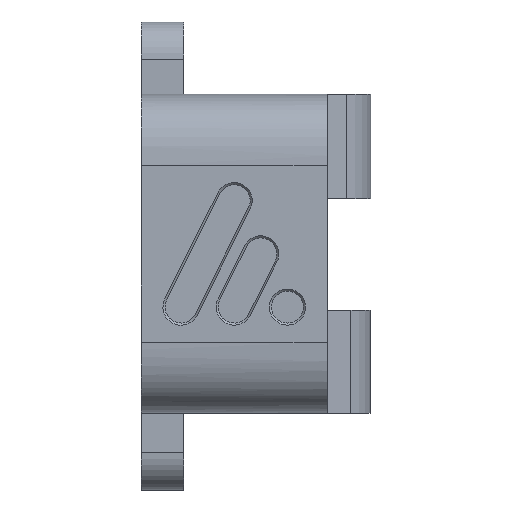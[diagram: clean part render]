
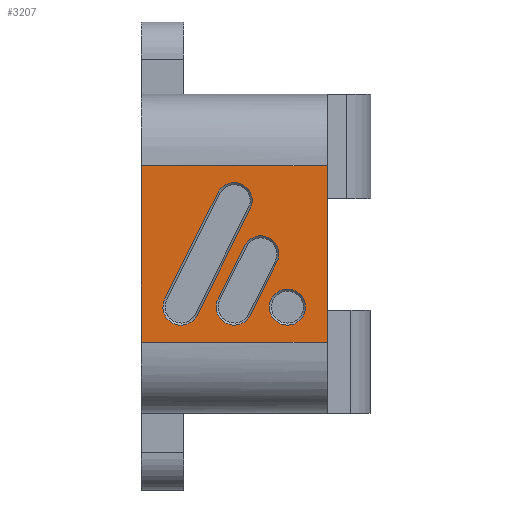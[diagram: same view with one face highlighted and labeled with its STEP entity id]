
A CAD part, left-side view. The second image highlights one B-rep face of the part: STEP entity #3207.
In plain terms, the highlighted planar face has unit normal (-1, 0, 0).
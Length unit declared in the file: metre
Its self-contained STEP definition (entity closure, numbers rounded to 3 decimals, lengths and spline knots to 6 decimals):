
#233=LINE('',#4924,#494);
#234=LINE('',#4928,#495);
#235=LINE('',#4931,#496);
#236=LINE('',#4934,#497);
#237=LINE('',#4936,#498);
#238=LINE('',#4938,#499);
#239=LINE('',#4942,#500);
#240=LINE('',#4946,#501);
#494=VECTOR('',#3905,1.);
#495=VECTOR('',#3908,1.);
#496=VECTOR('',#3911,1.);
#497=VECTOR('',#3912,1.);
#498=VECTOR('',#3913,1.);
#499=VECTOR('',#3914,1.);
#500=VECTOR('',#3917,1.);
#501=VECTOR('',#3920,1.);
#705=PLANE('',#3444);
#926=ORIENTED_EDGE('',*,*,#1863,.F.);
#927=ORIENTED_EDGE('',*,*,#1864,.F.);
#928=ORIENTED_EDGE('',*,*,#1865,.F.);
#929=ORIENTED_EDGE('',*,*,#1866,.T.);
#930=ORIENTED_EDGE('',*,*,#1867,.F.);
#931=ORIENTED_EDGE('',*,*,#1868,.T.);
#932=ORIENTED_EDGE('',*,*,#1869,.F.);
#933=ORIENTED_EDGE('',*,*,#1870,.T.);
#934=ORIENTED_EDGE('',*,*,#1871,.T.);
#935=ORIENTED_EDGE('',*,*,#1872,.F.);
#936=ORIENTED_EDGE('',*,*,#1873,.T.);
#937=ORIENTED_EDGE('',*,*,#1874,.F.);
#938=ORIENTED_EDGE('',*,*,#1875,.T.);
#1863=EDGE_CURVE('',#2331,#2332,#2581,.T.);
#1864=EDGE_CURVE('',#2333,#2331,#233,.T.);
#1865=EDGE_CURVE('',#2334,#2333,#2582,.T.);
#1866=EDGE_CURVE('',#2334,#2332,#234,.T.);
#1867=EDGE_CURVE('',#2335,#2335,#2583,.T.);
#1868=EDGE_CURVE('',#2336,#2337,#235,.T.);
#1869=EDGE_CURVE('',#2338,#2337,#236,.T.);
#1870=EDGE_CURVE('',#2338,#2339,#237,.T.);
#1871=EDGE_CURVE('',#2339,#2336,#238,.T.);
#1872=EDGE_CURVE('',#2340,#2341,#2584,.T.);
#1873=EDGE_CURVE('',#2340,#2342,#239,.T.);
#1874=EDGE_CURVE('',#2343,#2342,#2585,.T.);
#1875=EDGE_CURVE('',#2343,#2341,#240,.T.);
#2331=VERTEX_POINT('',#4922);
#2332=VERTEX_POINT('',#4923);
#2333=VERTEX_POINT('',#4925);
#2334=VERTEX_POINT('',#4927);
#2335=VERTEX_POINT('',#4930);
#2336=VERTEX_POINT('',#4932);
#2337=VERTEX_POINT('',#4933);
#2338=VERTEX_POINT('',#4935);
#2339=VERTEX_POINT('',#4937);
#2340=VERTEX_POINT('',#4940);
#2341=VERTEX_POINT('',#4941);
#2342=VERTEX_POINT('',#4943);
#2343=VERTEX_POINT('',#4945);
#2581=CIRCLE('',#3445,0.0017);
#2582=CIRCLE('',#3446,0.0017);
#2583=CIRCLE('',#3447,0.0017);
#2584=CIRCLE('',#3448,0.0017);
#2585=CIRCLE('',#3449,0.0017);
#2713=EDGE_LOOP('',(#926,#927,#928,#929));
#2714=EDGE_LOOP('',(#930));
#2715=EDGE_LOOP('',(#931,#932,#933,#934));
#2716=EDGE_LOOP('',(#935,#936,#937,#938));
#2956=FACE_BOUND('',#2713,.T.);
#2957=FACE_BOUND('',#2714,.T.);
#2958=FACE_BOUND('',#2715,.T.);
#2959=FACE_BOUND('',#2716,.T.);
#3207=ADVANCED_FACE('',(#2956,#2957,#2958,#2959),#705,.T.);
#3444=AXIS2_PLACEMENT_3D('',#4920,#3901,#3902);
#3445=AXIS2_PLACEMENT_3D('',#4921,#3903,#3904);
#3446=AXIS2_PLACEMENT_3D('',#4926,#3906,#3907);
#3447=AXIS2_PLACEMENT_3D('',#4929,#3909,#3910);
#3448=AXIS2_PLACEMENT_3D('',#4939,#3915,#3916);
#3449=AXIS2_PLACEMENT_3D('',#4944,#3918,#3919);
#3901=DIRECTION('',(-1.,0.,0.));
#3902=DIRECTION('',(0.,0.,1.));
#3903=DIRECTION('',(-1.,0.,0.));
#3904=DIRECTION('',(0.,-1.,0.));
#3905=DIRECTION('',(0.,0.447,-0.894));
#3906=DIRECTION('',(-1.,0.,0.));
#3907=DIRECTION('',(0.,-1.,0.));
#3908=DIRECTION('',(0.,0.447,-0.894));
#3909=DIRECTION('',(-1.,0.,0.));
#3910=DIRECTION('',(0.,0.,1.));
#3911=DIRECTION('',(0.,1.,0.));
#3912=DIRECTION('',(0.,0.,1.));
#3913=DIRECTION('',(0.,-1.,0.));
#3914=DIRECTION('',(0.,0.,1.));
#3915=DIRECTION('',(-1.,0.,0.));
#3916=DIRECTION('',(0.,0.,1.));
#3917=DIRECTION('',(0.,-0.447,0.894));
#3918=DIRECTION('',(-1.,0.,0.));
#3919=DIRECTION('',(0.,0.,1.));
#3920=DIRECTION('',(0.,0.447,-0.894));
#4920=CARTESIAN_POINT('',(0.016401,0.213833,0.125086));
#4921=CARTESIAN_POINT('',(0.016401,0.213833,0.107376));
#4922=CARTESIAN_POINT('',(0.016401,0.215353,0.108136));
#4923=CARTESIAN_POINT('',(0.016401,0.212312,0.106616));
#4924=CARTESIAN_POINT('',(0.016401,0.213353,0.112136));
#4925=CARTESIAN_POINT('',(0.016401,0.212853,0.113136));
#4926=CARTESIAN_POINT('',(0.016401,0.211333,0.112376));
#4927=CARTESIAN_POINT('',(0.016401,0.209812,0.111616));
#4928=CARTESIAN_POINT('',(0.016401,0.205228,0.120784));
#4929=CARTESIAN_POINT('',(0.016401,0.208833,0.107376));
#4930=CARTESIAN_POINT('',(0.016401,0.208833,0.109076));
#4931=CARTESIAN_POINT('',(0.016401,0.205095,0.120676));
#4932=CARTESIAN_POINT('',(0.016401,0.205095,0.120676));
#4933=CARTESIAN_POINT('',(0.016401,0.22257,0.120676));
#4934=CARTESIAN_POINT('',(0.016401,0.22257,0.104076));
#4935=CARTESIAN_POINT('',(0.016401,0.22257,0.104076));
#4936=CARTESIAN_POINT('',(0.016401,0.22257,0.104076));
#4937=CARTESIAN_POINT('',(0.016401,0.205095,0.104076));
#4938=CARTESIAN_POINT('',(0.016401,0.205095,0.104076));
#4939=CARTESIAN_POINT('',(0.016401,0.218833,0.107376));
#4940=CARTESIAN_POINT('',(0.016401,0.220353,0.108136));
#4941=CARTESIAN_POINT('',(0.016401,0.217312,0.106616));
#4942=CARTESIAN_POINT('',(0.016401,0.220353,0.108136));
#4943=CARTESIAN_POINT('',(0.016401,0.215353,0.118136));
#4944=CARTESIAN_POINT('',(0.016401,0.213833,0.117376));
#4945=CARTESIAN_POINT('',(0.016401,0.212312,0.116616));
#4946=CARTESIAN_POINT('',(0.016401,0.212312,0.116616));
